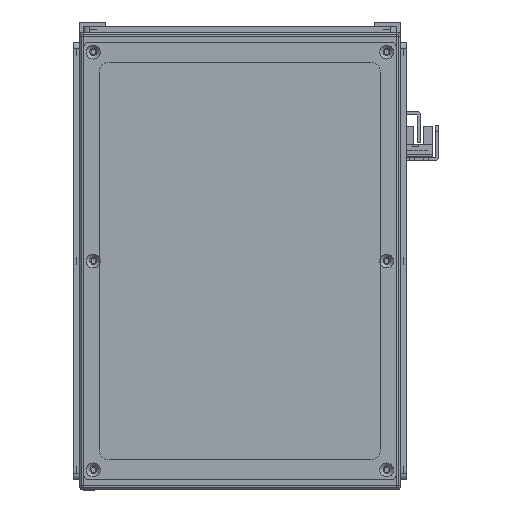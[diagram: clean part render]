
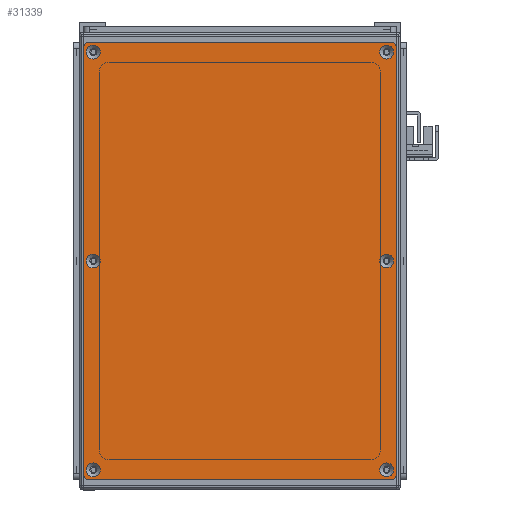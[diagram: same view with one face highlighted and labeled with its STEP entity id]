
A CAD part, front view. The second image highlights one B-rep face of the part: STEP entity #31339.
In plain terms, the highlighted planar face has unit normal (0, -1, 0).
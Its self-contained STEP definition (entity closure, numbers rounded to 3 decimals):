
#1980=FACE_BOUND('',#7006,.T.);
#1981=FACE_BOUND('',#7007,.T.);
#1982=FACE_BOUND('',#7008,.T.);
#1983=FACE_BOUND('',#7009,.T.);
#1984=FACE_BOUND('',#7010,.T.);
#1985=FACE_BOUND('',#7011,.T.);
#2659=PLANE('',#34795);
#5001=FACE_OUTER_BOUND('',#7005,.T.);
#7005=EDGE_LOOP('',(#29501,#29502,#29503,#29504,#29505,#29506,#29507,#29508));
#7006=EDGE_LOOP('',(#29509));
#7007=EDGE_LOOP('',(#29510));
#7008=EDGE_LOOP('',(#29511));
#7009=EDGE_LOOP('',(#29512));
#7010=EDGE_LOOP('',(#29513));
#7011=EDGE_LOOP('',(#29514));
#9489=LINE('',#56196,#11960);
#9490=LINE('',#56200,#11961);
#9491=LINE('',#56204,#11962);
#9492=LINE('',#56207,#11963);
#11960=VECTOR('',#43445,10.);
#11961=VECTOR('',#43448,10.);
#11962=VECTOR('',#43451,10.);
#11963=VECTOR('',#43454,10.);
#13397=CIRCLE('',#34763,3.45);
#13400=CIRCLE('',#34768,3.45);
#13403=CIRCLE('',#34773,3.45);
#13406=CIRCLE('',#34778,3.45);
#13409=CIRCLE('',#34783,3.45);
#13412=CIRCLE('',#34788,3.45);
#13415=CIRCLE('',#34793,3.);
#13417=CIRCLE('',#34796,3.);
#13418=CIRCLE('',#34797,3.);
#13419=CIRCLE('',#34798,3.);
#16334=VERTEX_POINT('',#56126);
#16337=VERTEX_POINT('',#56136);
#16340=VERTEX_POINT('',#56146);
#16343=VERTEX_POINT('',#56156);
#16346=VERTEX_POINT('',#56166);
#16349=VERTEX_POINT('',#56176);
#16352=VERTEX_POINT('',#56186);
#16353=VERTEX_POINT('',#56187);
#16356=VERTEX_POINT('',#56195);
#16357=VERTEX_POINT('',#56197);
#16358=VERTEX_POINT('',#56199);
#16359=VERTEX_POINT('',#56201);
#16360=VERTEX_POINT('',#56203);
#16361=VERTEX_POINT('',#56205);
#20715=EDGE_CURVE('',#16334,#16334,#13397,.T.);
#20720=EDGE_CURVE('',#16337,#16337,#13400,.T.);
#20725=EDGE_CURVE('',#16340,#16340,#13403,.T.);
#20730=EDGE_CURVE('',#16343,#16343,#13406,.T.);
#20735=EDGE_CURVE('',#16346,#16346,#13409,.T.);
#20740=EDGE_CURVE('',#16349,#16349,#13412,.T.);
#20745=EDGE_CURVE('',#16352,#16353,#13415,.T.);
#20749=EDGE_CURVE('',#16352,#16356,#9489,.T.);
#20750=EDGE_CURVE('',#16357,#16356,#13417,.T.);
#20751=EDGE_CURVE('',#16357,#16358,#9490,.T.);
#20752=EDGE_CURVE('',#16359,#16358,#13418,.T.);
#20753=EDGE_CURVE('',#16359,#16360,#9491,.T.);
#20754=EDGE_CURVE('',#16361,#16360,#13419,.T.);
#20755=EDGE_CURVE('',#16361,#16353,#9492,.T.);
#29501=ORIENTED_EDGE('',*,*,#20745,.F.);
#29502=ORIENTED_EDGE('',*,*,#20749,.T.);
#29503=ORIENTED_EDGE('',*,*,#20750,.F.);
#29504=ORIENTED_EDGE('',*,*,#20751,.T.);
#29505=ORIENTED_EDGE('',*,*,#20752,.F.);
#29506=ORIENTED_EDGE('',*,*,#20753,.T.);
#29507=ORIENTED_EDGE('',*,*,#20754,.F.);
#29508=ORIENTED_EDGE('',*,*,#20755,.T.);
#29509=ORIENTED_EDGE('',*,*,#20715,.T.);
#29510=ORIENTED_EDGE('',*,*,#20720,.T.);
#29511=ORIENTED_EDGE('',*,*,#20725,.T.);
#29512=ORIENTED_EDGE('',*,*,#20730,.T.);
#29513=ORIENTED_EDGE('',*,*,#20735,.T.);
#29514=ORIENTED_EDGE('',*,*,#20740,.T.);
#31339=ADVANCED_FACE('',(#5001,#1980,#1981,#1982,#1983,#1984,#1985),#2659,
 .T.);
#34763=AXIS2_PLACEMENT_3D('',#56127,#43365,#43366);
#34768=AXIS2_PLACEMENT_3D('',#56137,#43377,#43378);
#34773=AXIS2_PLACEMENT_3D('',#56147,#43389,#43390);
#34778=AXIS2_PLACEMENT_3D('',#56157,#43401,#43402);
#34783=AXIS2_PLACEMENT_3D('',#56167,#43413,#43414);
#34788=AXIS2_PLACEMENT_3D('',#56177,#43425,#43426);
#34793=AXIS2_PLACEMENT_3D('',#56188,#43437,#43438);
#34795=AXIS2_PLACEMENT_3D('',#56194,#43443,#43444);
#34796=AXIS2_PLACEMENT_3D('',#56198,#43446,#43447);
#34797=AXIS2_PLACEMENT_3D('',#56202,#43449,#43450);
#34798=AXIS2_PLACEMENT_3D('',#56206,#43452,#43453);
#43365=DIRECTION('center_axis',(0.,1.,0.));
#43366=DIRECTION('ref_axis',(1.,0.,0.));
#43377=DIRECTION('center_axis',(0.,1.,0.));
#43378=DIRECTION('ref_axis',(1.,0.,0.));
#43389=DIRECTION('center_axis',(0.,1.,0.));
#43390=DIRECTION('ref_axis',(1.,0.,0.));
#43401=DIRECTION('center_axis',(0.,1.,0.));
#43402=DIRECTION('ref_axis',(1.,0.,0.));
#43413=DIRECTION('center_axis',(0.,1.,0.));
#43414=DIRECTION('ref_axis',(1.,0.,0.));
#43425=DIRECTION('center_axis',(0.,1.,0.));
#43426=DIRECTION('ref_axis',(1.,0.,0.));
#43437=DIRECTION('center_axis',(0.,1.,0.));
#43438=DIRECTION('ref_axis',(-0.707,0.,0.707));
#43443=DIRECTION('center_axis',(0.,-1.,0.));
#43444=DIRECTION('ref_axis',(0.,0.,-1.));
#43445=DIRECTION('',(0.,0.,-1.));
#43446=DIRECTION('center_axis',(0.,1.,0.));
#43447=DIRECTION('ref_axis',(-0.707,0.,-0.707));
#43448=DIRECTION('',(1.,0.,0.));
#43449=DIRECTION('center_axis',(0.,1.,0.));
#43450=DIRECTION('ref_axis',(0.707,0.,-0.707));
#43451=DIRECTION('',(0.,0.,1.));
#43452=DIRECTION('center_axis',(0.,1.,0.));
#43453=DIRECTION('ref_axis',(0.707,0.,0.707));
#43454=DIRECTION('',(-1.,0.,0.));
#56126=CARTESIAN_POINT('',(100.55,-1.5,73.));
#56127=CARTESIAN_POINT('Origin',(104.,-1.5,73.));
#56136=CARTESIAN_POINT('',(-107.45,-1.5,-73.));
#56137=CARTESIAN_POINT('Origin',(-104.,-1.5,-73.));
#56146=CARTESIAN_POINT('',(-3.45,-1.5,73.));
#56147=CARTESIAN_POINT('Origin',(0.,-1.5,73.));
#56156=CARTESIAN_POINT('',(-3.45,-1.5,-73.));
#56157=CARTESIAN_POINT('Origin',(0.,-1.5,-73.));
#56166=CARTESIAN_POINT('',(-107.45,-1.5,73.));
#56167=CARTESIAN_POINT('Origin',(-104.,-1.5,73.));
#56176=CARTESIAN_POINT('',(100.55,-1.5,-73.));
#56177=CARTESIAN_POINT('Origin',(104.,-1.5,-73.));
#56186=CARTESIAN_POINT('',(-109.,-1.5,75.));
#56187=CARTESIAN_POINT('',(-106.,-1.5,78.));
#56188=CARTESIAN_POINT('Origin',(-106.,-1.5,75.));
#56194=CARTESIAN_POINT('Origin',(0.,-1.5,0.));
#56195=CARTESIAN_POINT('',(-109.,-1.5,-75.));
#56196=CARTESIAN_POINT('',(-109.,-1.5,78.));
#56197=CARTESIAN_POINT('',(-106.,-1.5,-78.));
#56198=CARTESIAN_POINT('Origin',(-106.,-1.5,-75.));
#56199=CARTESIAN_POINT('',(106.,-1.5,-78.));
#56200=CARTESIAN_POINT('',(-109.,-1.5,-78.));
#56201=CARTESIAN_POINT('',(109.,-1.5,-75.));
#56202=CARTESIAN_POINT('Origin',(106.,-1.5,-75.));
#56203=CARTESIAN_POINT('',(109.,-1.5,75.));
#56204=CARTESIAN_POINT('',(109.,-1.5,-78.));
#56205=CARTESIAN_POINT('',(106.,-1.5,78.));
#56206=CARTESIAN_POINT('Origin',(106.,-1.5,75.));
#56207=CARTESIAN_POINT('',(109.,-1.5,78.));
